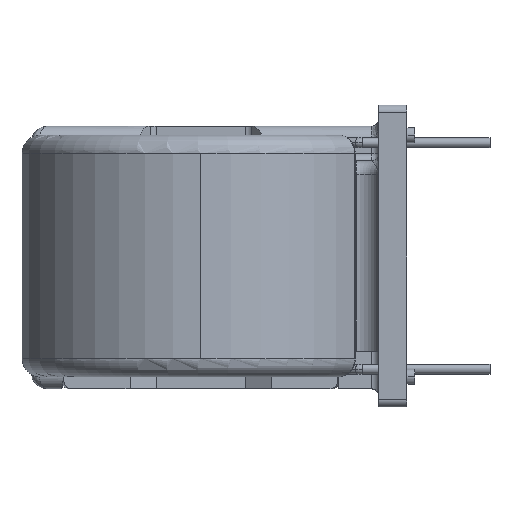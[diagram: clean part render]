
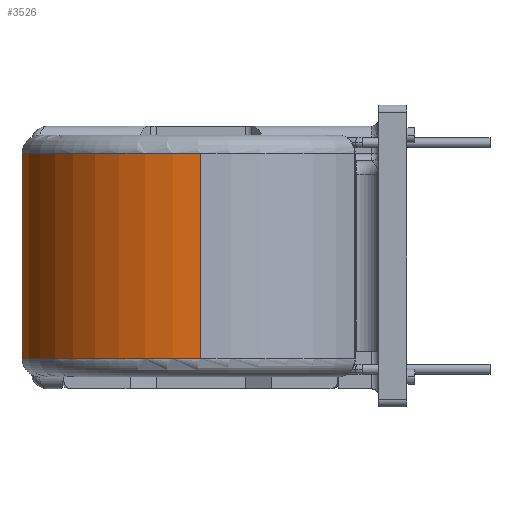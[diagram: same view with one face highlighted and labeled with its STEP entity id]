
A CAD part, left-side view. The second image highlights one B-rep face of the part: STEP entity #3526.
In plain terms, the highlighted cylindrical face has radius 12 mm (diameter 24 mm), a partial arc.
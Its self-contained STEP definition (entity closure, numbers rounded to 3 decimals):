
#33 = CARTESIAN_POINT ( 'NONE',  ( -12., 0., 8. ) ) ;
#1485 = EDGE_CURVE ( 'NONE', #5736, #4874, #10493, .T. ) ;
#1524 = CARTESIAN_POINT ( 'NONE',  ( 0., 0., -6.8 ) ) ;
#2016 = CARTESIAN_POINT ( 'NONE',  ( 0., 0., 8. ) ) ;
#2491 = EDGE_CURVE ( 'NONE', #10334, #4874, #16117, .T. ) ;
#2720 = ORIENTED_EDGE ( 'NONE', *, *, #16510, .T. ) ;
#2754 = VECTOR ( 'NONE', #3929, 1000. ) ;
#2896 = CIRCLE ( 'NONE', #17547, 12. ) ;
#3526 = ADVANCED_FACE ( 'NONE', ( #9599 ), #12786, .T. ) ;
#3582 = DIRECTION ( 'NONE',  ( 0., 0., -1. ) ) ;
#3929 = DIRECTION ( 'NONE',  ( 0., 0., -1. ) ) ;
#4066 = CARTESIAN_POINT ( 'NONE',  ( -12., 0., -6.8 ) ) ;
#4321 = VECTOR ( 'NONE', #8526, 1000. ) ;
#4874 = VERTEX_POINT ( 'NONE', #4066 ) ;
#5639 = ORIENTED_EDGE ( 'NONE', *, *, #14728, .T. ) ;
#5736 = VERTEX_POINT ( 'NONE', #11460 ) ;
#5931 = CARTESIAN_POINT ( 'NONE',  ( 0., 0., 6.8 ) ) ;
#7690 = DIRECTION ( 'NONE',  ( -1., 0., 0. ) ) ;
#8378 = LINE ( 'NONE', #12602, #4321 ) ;
#8406 = AXIS2_PLACEMENT_3D ( 'NONE', #1524, #13867, #11098 ) ;
#8526 = DIRECTION ( 'NONE',  ( 0., 0., -1. ) ) ;
#9107 = EDGE_LOOP ( 'NONE', ( #9536, #5639, #2720, #9788 ) ) ;
#9536 = ORIENTED_EDGE ( 'NONE', *, *, #1485, .F. ) ;
#9599 = FACE_OUTER_BOUND ( 'NONE', #9107, .T. ) ;
#9788 = ORIENTED_EDGE ( 'NONE', *, *, #2491, .T. ) ;
#10086 = CARTESIAN_POINT ( 'NONE',  ( -1.979, 11.836, 6.8 ) ) ;
#10334 = VERTEX_POINT ( 'NONE', #13236 ) ;
#10493 = LINE ( 'NONE', #33, #2754 ) ;
#10751 = DIRECTION ( 'NONE',  ( 1., 0., 0. ) ) ;
#10988 = AXIS2_PLACEMENT_3D ( 'NONE', #2016, #3582, #7690 ) ;
#11098 = DIRECTION ( 'NONE',  ( 1., 0., 0. ) ) ;
#11460 = CARTESIAN_POINT ( 'NONE',  ( -12., 0., 6.8 ) ) ;
#11777 = VERTEX_POINT ( 'NONE', #10086 ) ;
#12033 = DIRECTION ( 'NONE',  ( 0., 0., -1. ) ) ;
#12602 = CARTESIAN_POINT ( 'NONE',  ( -1.979, 11.836, 8. ) ) ;
#12786 = CYLINDRICAL_SURFACE ( 'NONE', #10988, 12. ) ;
#13236 = CARTESIAN_POINT ( 'NONE',  ( -1.979, 11.836, -6.8 ) ) ;
#13867 = DIRECTION ( 'NONE',  ( 0., 0., 1. ) ) ;
#14728 = EDGE_CURVE ( 'NONE', #5736, #11777, #2896, .T. ) ;
#16117 = CIRCLE ( 'NONE', #8406, 12. ) ;
#16510 = EDGE_CURVE ( 'NONE', #11777, #10334, #8378, .T. ) ;
#17547 = AXIS2_PLACEMENT_3D ( 'NONE', #5931, #12033, #10751 ) ;
